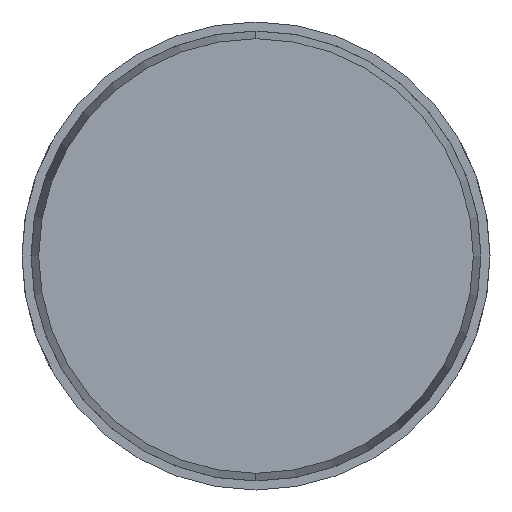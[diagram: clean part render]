
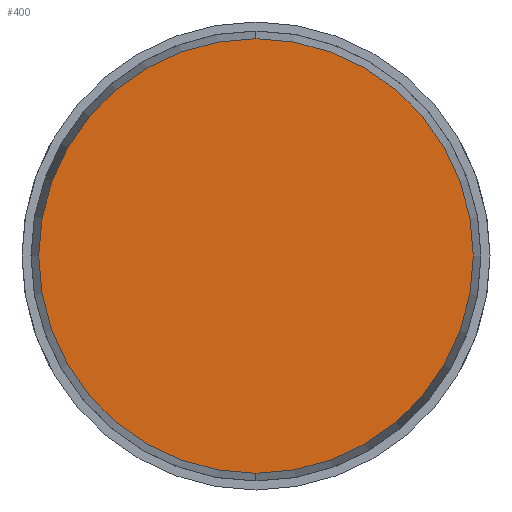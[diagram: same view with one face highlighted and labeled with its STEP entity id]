
A CAD part, front view. The second image highlights one B-rep face of the part: STEP entity #400.
In plain terms, the highlighted planar face has unit normal (0, -1, 0).
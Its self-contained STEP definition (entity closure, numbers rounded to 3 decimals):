
#56 = CIRCLE ( 'NONE', #161, 24.143 ) ;
#112 = CARTESIAN_POINT ( 'NONE',  ( -24.143, 0., 0. ) ) ;
#120 = DIRECTION ( 'NONE',  ( 0., 0., -1. ) ) ;
#125 = CARTESIAN_POINT ( 'NONE',  ( 0., 0., 0. ) ) ;
#161 = AXIS2_PLACEMENT_3D ( 'NONE', #243, #448, #1067 ) ;
#243 = CARTESIAN_POINT ( 'NONE',  ( 0., 0., 0. ) ) ;
#380 = CARTESIAN_POINT ( 'NONE',  ( 0., 0., 24.143 ) ) ;
#392 = PLANE ( 'NONE',  #439 ) ;
#400 = ADVANCED_FACE ( 'NONE', ( #1060 ), #392, .F. ) ;
#412 = DIRECTION ( 'NONE',  ( 0., -1., 0. ) ) ;
#414 = EDGE_CURVE ( 'NONE', #1124, #447, #723, .T. ) ;
#439 = AXIS2_PLACEMENT_3D ( 'NONE', #112, #679, #872 ) ;
#447 = VERTEX_POINT ( 'NONE', #882 ) ;
#448 = DIRECTION ( 'NONE',  ( 0., -1., 0. ) ) ;
#549 = ORIENTED_EDGE ( 'NONE', *, *, #801, .T. ) ;
#622 = EDGE_LOOP ( 'NONE', ( #994, #549 ) ) ;
#679 = DIRECTION ( 'NONE',  ( 0., 1., 0. ) ) ;
#723 = CIRCLE ( 'NONE', #744, 24.143 ) ;
#744 = AXIS2_PLACEMENT_3D ( 'NONE', #125, #412, #120 ) ;
#801 = EDGE_CURVE ( 'NONE', #447, #1124, #56, .T. ) ;
#872 = DIRECTION ( 'NONE',  ( 0., 0., 1. ) ) ;
#882 = CARTESIAN_POINT ( 'NONE',  ( 0., 0., -24.143 ) ) ;
#994 = ORIENTED_EDGE ( 'NONE', *, *, #414, .T. ) ;
#1060 = FACE_OUTER_BOUND ( 'NONE', #622, .T. ) ;
#1067 = DIRECTION ( 'NONE',  ( 0., 0., -1. ) ) ;
#1124 = VERTEX_POINT ( 'NONE', #380 ) ;
